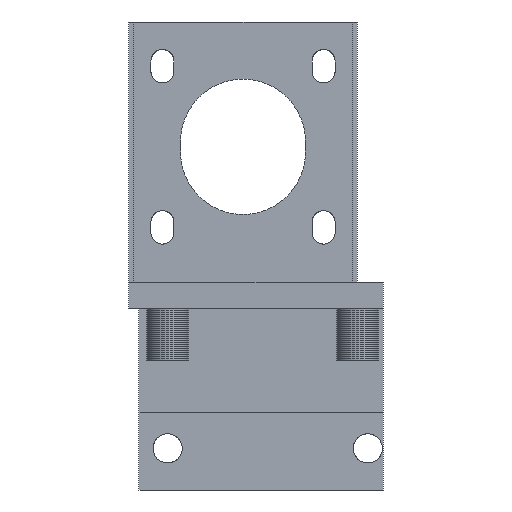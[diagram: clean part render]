
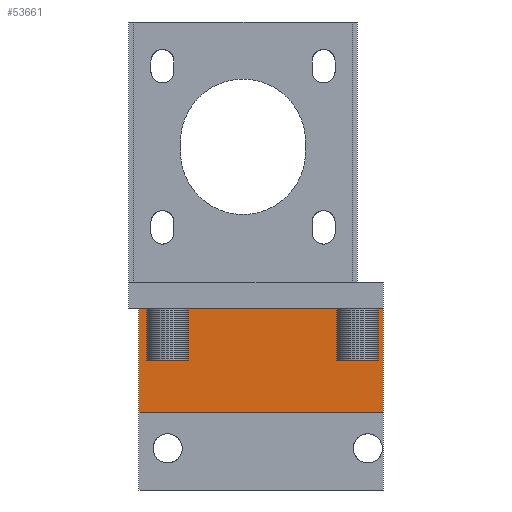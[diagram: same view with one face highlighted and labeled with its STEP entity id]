
A CAD part, front view. The second image highlights one B-rep face of the part: STEP entity #53661.
In plain terms, the highlighted planar face has unit normal (0, -1, 0).
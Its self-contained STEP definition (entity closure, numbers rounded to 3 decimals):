
#53445 = EDGE_CURVE('',#53446,#53448,#53450,.T.);
#53446 = VERTEX_POINT('',#53447);
#53447 = CARTESIAN_POINT('',(0.,0.,0.));
#53448 = VERTEX_POINT('',#53449);
#53449 = CARTESIAN_POINT('',(0.,0.,20.));
#53450 = SURFACE_CURVE('',#53451,(#53455,#53467),.PCURVE_S1.);
#53451 = LINE('',#53452,#53453);
#53452 = CARTESIAN_POINT('',(0.,0.,0.));
#53453 = VECTOR('',#53454,1.);
#53454 = DIRECTION('',(0.,0.,1.));
#53455 = PCURVE('',#53456,#53461);
#53456 = PLANE('',#53457);
#53457 = AXIS2_PLACEMENT_3D('',#53458,#53459,#53460);
#53458 = CARTESIAN_POINT('',(0.,0.,0.));
#53459 = DIRECTION('',(1.,0.,-0.));
#53460 = DIRECTION('',(0.,0.,1.));
#53461 = DEFINITIONAL_REPRESENTATION('',(#53462),#53466);
#53462 = LINE('',#53463,#53464);
#53463 = CARTESIAN_POINT('',(0.,0.));
#53464 = VECTOR('',#53465,1.);
#53465 = DIRECTION('',(1.,0.));
#53466 = ( GEOMETRIC_REPRESENTATION_CONTEXT(2) 
PARAMETRIC_REPRESENTATION_CONTEXT() REPRESENTATION_CONTEXT('2D SPACE',''
  ) );
#53467 = PCURVE('',#53468,#53473);
#53468 = PLANE('',#53469);
#53469 = AXIS2_PLACEMENT_3D('',#53470,#53471,#53472);
#53470 = CARTESIAN_POINT('',(0.,0.,0.));
#53471 = DIRECTION('',(-0.,1.,0.));
#53472 = DIRECTION('',(0.,0.,1.));
#53473 = DEFINITIONAL_REPRESENTATION('',(#53474),#53478);
#53474 = LINE('',#53475,#53476);
#53475 = CARTESIAN_POINT('',(0.,0.));
#53476 = VECTOR('',#53477,1.);
#53477 = DIRECTION('',(1.,0.));
#53478 = ( GEOMETRIC_REPRESENTATION_CONTEXT(2) 
PARAMETRIC_REPRESENTATION_CONTEXT() REPRESENTATION_CONTEXT('2D SPACE',''
  ) );
#53496 = PLANE('',#53497);
#53497 = AXIS2_PLACEMENT_3D('',#53498,#53499,#53500);
#53498 = CARTESIAN_POINT('',(0.,0.,0.));
#53499 = DIRECTION('',(0.,0.,1.));
#53500 = DIRECTION('',(1.,0.,-0.));
#53550 = PLANE('',#53551);
#53551 = AXIS2_PLACEMENT_3D('',#53552,#53553,#53554);
#53552 = CARTESIAN_POINT('',(0.,0.,20.));
#53553 = DIRECTION('',(0.,0.,1.));
#53554 = DIRECTION('',(1.,0.,-0.));
#53565 = EDGE_CURVE('',#53566,#53568,#53570,.T.);
#53566 = VERTEX_POINT('',#53567);
#53567 = CARTESIAN_POINT('',(47.,0.,0.));
#53568 = VERTEX_POINT('',#53569);
#53569 = CARTESIAN_POINT('',(47.,0.,20.));
#53570 = SURFACE_CURVE('',#53571,(#53575,#53587),.PCURVE_S1.);
#53571 = LINE('',#53572,#53573);
#53572 = CARTESIAN_POINT('',(47.,0.,0.));
#53573 = VECTOR('',#53574,1.);
#53574 = DIRECTION('',(0.,0.,1.));
#53575 = PCURVE('',#53576,#53581);
#53576 = PLANE('',#53577);
#53577 = AXIS2_PLACEMENT_3D('',#53578,#53579,#53580);
#53578 = CARTESIAN_POINT('',(47.,0.,0.));
#53579 = DIRECTION('',(1.,0.,-0.));
#53580 = DIRECTION('',(0.,0.,1.));
#53581 = DEFINITIONAL_REPRESENTATION('',(#53582),#53586);
#53582 = LINE('',#53583,#53584);
#53583 = CARTESIAN_POINT('',(0.,0.));
#53584 = VECTOR('',#53585,1.);
#53585 = DIRECTION('',(1.,0.));
#53586 = ( GEOMETRIC_REPRESENTATION_CONTEXT(2) 
PARAMETRIC_REPRESENTATION_CONTEXT() REPRESENTATION_CONTEXT('2D SPACE',''
  ) );
#53587 = PCURVE('',#53468,#53588);
#53588 = DEFINITIONAL_REPRESENTATION('',(#53589),#53593);
#53589 = LINE('',#53590,#53591);
#53590 = CARTESIAN_POINT('',(0.,47.));
#53591 = VECTOR('',#53592,1.);
#53592 = DIRECTION('',(1.,0.));
#53593 = ( GEOMETRIC_REPRESENTATION_CONTEXT(2) 
PARAMETRIC_REPRESENTATION_CONTEXT() REPRESENTATION_CONTEXT('2D SPACE',''
  ) );
#53661 = ADVANCED_FACE('',(#53662),#53468,.F.);
#53662 = FACE_BOUND('',#53663,.F.);
#53663 = EDGE_LOOP('',(#53664,#53685,#53686,#53707));
#53664 = ORIENTED_EDGE('',*,*,#53665,.F.);
#53665 = EDGE_CURVE('',#53446,#53566,#53666,.T.);
#53666 = SURFACE_CURVE('',#53667,(#53671,#53678),.PCURVE_S1.);
#53667 = LINE('',#53668,#53669);
#53668 = CARTESIAN_POINT('',(0.,0.,0.));
#53669 = VECTOR('',#53670,1.);
#53670 = DIRECTION('',(1.,0.,-0.));
#53671 = PCURVE('',#53468,#53672);
#53672 = DEFINITIONAL_REPRESENTATION('',(#53673),#53677);
#53673 = LINE('',#53674,#53675);
#53674 = CARTESIAN_POINT('',(0.,0.));
#53675 = VECTOR('',#53676,1.);
#53676 = DIRECTION('',(0.,1.));
#53677 = ( GEOMETRIC_REPRESENTATION_CONTEXT(2) 
PARAMETRIC_REPRESENTATION_CONTEXT() REPRESENTATION_CONTEXT('2D SPACE',''
  ) );
#53678 = PCURVE('',#53496,#53679);
#53679 = DEFINITIONAL_REPRESENTATION('',(#53680),#53684);
#53680 = LINE('',#53681,#53682);
#53681 = CARTESIAN_POINT('',(0.,0.));
#53682 = VECTOR('',#53683,1.);
#53683 = DIRECTION('',(1.,0.));
#53684 = ( GEOMETRIC_REPRESENTATION_CONTEXT(2) 
PARAMETRIC_REPRESENTATION_CONTEXT() REPRESENTATION_CONTEXT('2D SPACE',''
  ) );
#53685 = ORIENTED_EDGE('',*,*,#53445,.T.);
#53686 = ORIENTED_EDGE('',*,*,#53687,.T.);
#53687 = EDGE_CURVE('',#53448,#53568,#53688,.T.);
#53688 = SURFACE_CURVE('',#53689,(#53693,#53700),.PCURVE_S1.);
#53689 = LINE('',#53690,#53691);
#53690 = CARTESIAN_POINT('',(0.,0.,20.));
#53691 = VECTOR('',#53692,1.);
#53692 = DIRECTION('',(1.,0.,-0.));
#53693 = PCURVE('',#53468,#53694);
#53694 = DEFINITIONAL_REPRESENTATION('',(#53695),#53699);
#53695 = LINE('',#53696,#53697);
#53696 = CARTESIAN_POINT('',(20.,0.));
#53697 = VECTOR('',#53698,1.);
#53698 = DIRECTION('',(0.,1.));
#53699 = ( GEOMETRIC_REPRESENTATION_CONTEXT(2) 
PARAMETRIC_REPRESENTATION_CONTEXT() REPRESENTATION_CONTEXT('2D SPACE',''
  ) );
#53700 = PCURVE('',#53550,#53701);
#53701 = DEFINITIONAL_REPRESENTATION('',(#53702),#53706);
#53702 = LINE('',#53703,#53704);
#53703 = CARTESIAN_POINT('',(0.,0.));
#53704 = VECTOR('',#53705,1.);
#53705 = DIRECTION('',(1.,0.));
#53706 = ( GEOMETRIC_REPRESENTATION_CONTEXT(2) 
PARAMETRIC_REPRESENTATION_CONTEXT() REPRESENTATION_CONTEXT('2D SPACE',''
  ) );
#53707 = ORIENTED_EDGE('',*,*,#53565,.F.);
